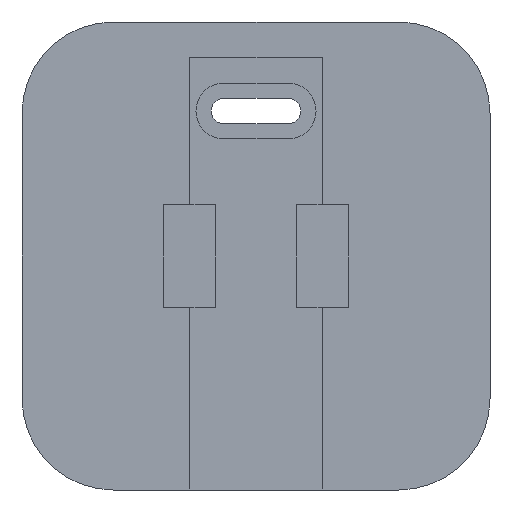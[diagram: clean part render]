
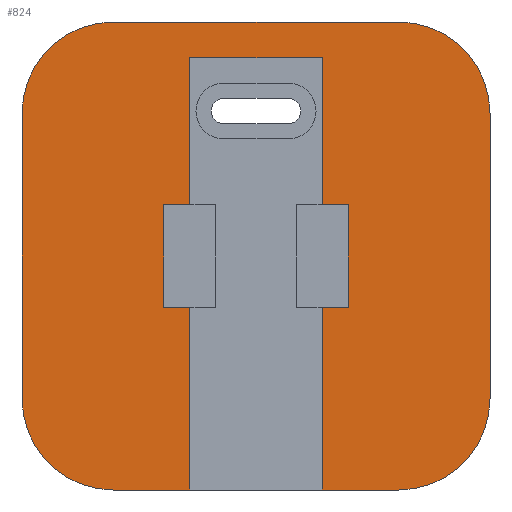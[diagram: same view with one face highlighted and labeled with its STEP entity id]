
A CAD part, front view. The second image highlights one B-rep face of the part: STEP entity #824.
In plain terms, the highlighted planar face has unit normal (0, -1, 0).
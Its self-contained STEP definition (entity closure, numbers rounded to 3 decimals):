
#33=CIRCLE('',#885,9.);
#34=CIRCLE('',#886,9.);
#35=CIRCLE('',#887,9.);
#36=CIRCLE('',#888,9.);
#68=FACE_OUTER_BOUND('',#113,.T.);
#113=EDGE_LOOP('',(#611,#612,#613,#614,#615,#616,#617,#618,#619,#620,#621,
#622,#623,#624,#625,#626,#627,#628,#629,#630));
#154=LINE('',#1189,#250);
#158=LINE('',#1197,#254);
#161=LINE('',#1202,#257);
#170=LINE('',#1222,#266);
#172=LINE('',#1226,#268);
#177=LINE('',#1235,#273);
#179=LINE('',#1240,#275);
#189=LINE('',#1263,#285);
#191=LINE('',#1267,#287);
#192=LINE('',#1269,#288);
#193=LINE('',#1273,#289);
#194=LINE('',#1277,#290);
#195=LINE('',#1281,#291);
#196=LINE('',#1284,#292);
#197=LINE('',#1286,#293);
#198=LINE('',#1287,#294);
#250=VECTOR('',#950,10.);
#254=VECTOR('',#956,10.);
#257=VECTOR('',#961,10.);
#266=VECTOR('',#976,10.);
#268=VECTOR('',#980,10.);
#273=VECTOR('',#987,10.);
#275=VECTOR('',#993,10.);
#285=VECTOR('',#1011,10.);
#287=VECTOR('',#1015,10.);
#288=VECTOR('',#1016,10.);
#289=VECTOR('',#1019,10.);
#290=VECTOR('',#1022,10.);
#291=VECTOR('',#1025,10.);
#292=VECTOR('',#1028,10.);
#293=VECTOR('',#1029,10.);
#294=VECTOR('',#1030,10.);
#345=VERTEX_POINT('',#1186);
#346=VERTEX_POINT('',#1188);
#348=VERTEX_POINT('',#1194);
#349=VERTEX_POINT('',#1196);
#357=VERTEX_POINT('',#1219);
#358=VERTEX_POINT('',#1221);
#359=VERTEX_POINT('',#1225);
#362=VERTEX_POINT('',#1233);
#363=VERTEX_POINT('',#1239);
#372=VERTEX_POINT('',#1262);
#373=VERTEX_POINT('',#1266);
#374=VERTEX_POINT('',#1268);
#375=VERTEX_POINT('',#1270);
#376=VERTEX_POINT('',#1272);
#377=VERTEX_POINT('',#1274);
#378=VERTEX_POINT('',#1276);
#379=VERTEX_POINT('',#1278);
#380=VERTEX_POINT('',#1280);
#381=VERTEX_POINT('',#1282);
#382=VERTEX_POINT('',#1285);
#426=EDGE_CURVE('',#346,#345,#154,.T.);
#430=EDGE_CURVE('',#349,#348,#158,.T.);
#433=EDGE_CURVE('',#345,#349,#161,.T.);
#442=EDGE_CURVE('',#358,#357,#170,.T.);
#444=EDGE_CURVE('',#357,#359,#172,.T.);
#449=EDGE_CURVE('',#359,#362,#177,.T.);
#451=EDGE_CURVE('',#363,#346,#179,.T.);
#463=EDGE_CURVE('',#372,#358,#189,.T.);
#465=EDGE_CURVE('',#348,#373,#191,.T.);
#466=EDGE_CURVE('',#374,#373,#192,.T.);
#467=EDGE_CURVE('',#375,#374,#33,.T.);
#468=EDGE_CURVE('',#376,#375,#193,.T.);
#469=EDGE_CURVE('',#377,#376,#34,.T.);
#470=EDGE_CURVE('',#378,#377,#194,.T.);
#471=EDGE_CURVE('',#379,#378,#35,.T.);
#472=EDGE_CURVE('',#380,#379,#195,.T.);
#473=EDGE_CURVE('',#381,#380,#36,.T.);
#474=EDGE_CURVE('',#372,#381,#196,.T.);
#475=EDGE_CURVE('',#362,#382,#197,.T.);
#476=EDGE_CURVE('',#382,#363,#198,.T.);
#611=ORIENTED_EDGE('',*,*,#430,.T.);
#612=ORIENTED_EDGE('',*,*,#465,.T.);
#613=ORIENTED_EDGE('',*,*,#466,.F.);
#614=ORIENTED_EDGE('',*,*,#467,.F.);
#615=ORIENTED_EDGE('',*,*,#468,.F.);
#616=ORIENTED_EDGE('',*,*,#469,.F.);
#617=ORIENTED_EDGE('',*,*,#470,.F.);
#618=ORIENTED_EDGE('',*,*,#471,.F.);
#619=ORIENTED_EDGE('',*,*,#472,.F.);
#620=ORIENTED_EDGE('',*,*,#473,.F.);
#621=ORIENTED_EDGE('',*,*,#474,.F.);
#622=ORIENTED_EDGE('',*,*,#463,.T.);
#623=ORIENTED_EDGE('',*,*,#442,.T.);
#624=ORIENTED_EDGE('',*,*,#444,.T.);
#625=ORIENTED_EDGE('',*,*,#449,.T.);
#626=ORIENTED_EDGE('',*,*,#475,.T.);
#627=ORIENTED_EDGE('',*,*,#476,.T.);
#628=ORIENTED_EDGE('',*,*,#451,.T.);
#629=ORIENTED_EDGE('',*,*,#426,.T.);
#630=ORIENTED_EDGE('',*,*,#433,.T.);
#792=PLANE('',#884);
#824=ADVANCED_FACE('',(#68),#792,.F.);
#884=AXIS2_PLACEMENT_3D('',#1265,#1013,#1014);
#885=AXIS2_PLACEMENT_3D('',#1271,#1017,#1018);
#886=AXIS2_PLACEMENT_3D('',#1275,#1020,#1021);
#887=AXIS2_PLACEMENT_3D('',#1279,#1023,#1024);
#888=AXIS2_PLACEMENT_3D('',#1283,#1026,#1027);
#950=DIRECTION('',(1.,0.,0.));
#956=DIRECTION('',(-1.,0.,0.));
#961=DIRECTION('',(0.,0.,-1.));
#976=DIRECTION('',(-1.,0.,0.));
#980=DIRECTION('',(0.,0.,1.));
#987=DIRECTION('',(1.,0.,0.));
#993=DIRECTION('',(0.,0.,-1.));
#1011=DIRECTION('',(0.,0.,1.));
#1013=DIRECTION('center_axis',(0.,1.,0.));
#1014=DIRECTION('ref_axis',(1.,0.,0.));
#1015=DIRECTION('',(0.,0.,-1.));
#1016=DIRECTION('',(-1.,0.,0.));
#1017=DIRECTION('center_axis',(0.,1.,0.));
#1018=DIRECTION('ref_axis',(1.,0.,0.));
#1019=DIRECTION('',(0.,0.,-1.));
#1020=DIRECTION('center_axis',(0.,1.,0.));
#1021=DIRECTION('ref_axis',(0.,0.,1.));
#1022=DIRECTION('',(1.,0.,0.));
#1023=DIRECTION('center_axis',(0.,1.,0.));
#1024=DIRECTION('ref_axis',(-1.,0.,0.));
#1025=DIRECTION('',(0.,0.,1.));
#1026=DIRECTION('center_axis',(0.,1.,0.));
#1027=DIRECTION('ref_axis',(0.,0.,-1.));
#1028=DIRECTION('',(-1.,0.,0.));
#1029=DIRECTION('',(0.,0.,1.));
#1030=DIRECTION('',(1.,0.,0.));
#1186=CARTESIAN_POINT('',(9.075,-0.4,5.05));
#1188=CARTESIAN_POINT('',(6.5,-0.4,5.05));
#1189=CARTESIAN_POINT('',(4.538,-0.4,5.05));
#1194=CARTESIAN_POINT('',(6.5,-0.4,-5.05));
#1196=CARTESIAN_POINT('',(9.075,-0.4,-5.05));
#1197=CARTESIAN_POINT('',(1.988,-0.4,-5.05));
#1202=CARTESIAN_POINT('',(9.075,-0.4,-2.525));
#1219=CARTESIAN_POINT('',(-9.075,-0.4,-5.05));
#1221=CARTESIAN_POINT('',(-6.5,-0.4,-5.05));
#1222=CARTESIAN_POINT('',(-4.538,-0.4,-5.05));
#1225=CARTESIAN_POINT('',(-9.075,-0.4,5.05));
#1226=CARTESIAN_POINT('',(-9.075,-0.4,2.525));
#1233=CARTESIAN_POINT('',(-6.5,-0.4,5.05));
#1235=CARTESIAN_POINT('',(-1.988,-0.4,5.05));
#1239=CARTESIAN_POINT('',(6.5,-0.4,19.5));
#1240=CARTESIAN_POINT('',(6.5,-0.4,0.));
#1262=CARTESIAN_POINT('',(-6.5,-0.4,-23.));
#1263=CARTESIAN_POINT('',(-6.5,-0.4,9.75));
#1265=CARTESIAN_POINT('Origin',(0.,-0.4,0.));
#1266=CARTESIAN_POINT('',(6.5,-0.4,-23.));
#1267=CARTESIAN_POINT('',(6.5,-0.4,0.));
#1268=CARTESIAN_POINT('',(14.,-0.4,-23.));
#1269=CARTESIAN_POINT('',(7.,-0.4,-23.));
#1270=CARTESIAN_POINT('',(23.,-0.4,-14.));
#1271=CARTESIAN_POINT('Origin',(14.,-0.4,-14.));
#1272=CARTESIAN_POINT('',(23.,-0.4,14.));
#1273=CARTESIAN_POINT('',(23.,-0.4,7.));
#1274=CARTESIAN_POINT('',(14.,-0.4,23.));
#1275=CARTESIAN_POINT('Origin',(14.,-0.4,14.));
#1276=CARTESIAN_POINT('',(-14.,-0.4,23.));
#1277=CARTESIAN_POINT('',(-7.,-0.4,23.));
#1278=CARTESIAN_POINT('',(-23.,-0.4,14.));
#1279=CARTESIAN_POINT('Origin',(-14.,-0.4,14.));
#1280=CARTESIAN_POINT('',(-23.,-0.4,-14.));
#1281=CARTESIAN_POINT('',(-23.,-0.4,-7.));
#1282=CARTESIAN_POINT('',(-14.,-0.4,-23.));
#1283=CARTESIAN_POINT('Origin',(-14.,-0.4,-14.));
#1284=CARTESIAN_POINT('',(7.,-0.4,-23.));
#1285=CARTESIAN_POINT('',(-6.5,-0.4,19.5));
#1286=CARTESIAN_POINT('',(-6.5,-0.4,9.75));
#1287=CARTESIAN_POINT('',(3.25,-0.4,19.5));
